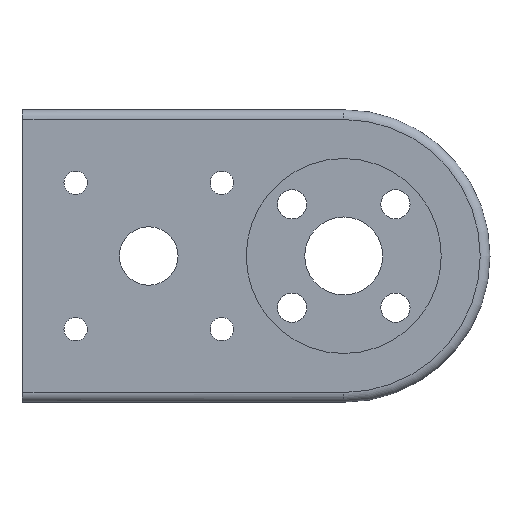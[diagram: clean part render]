
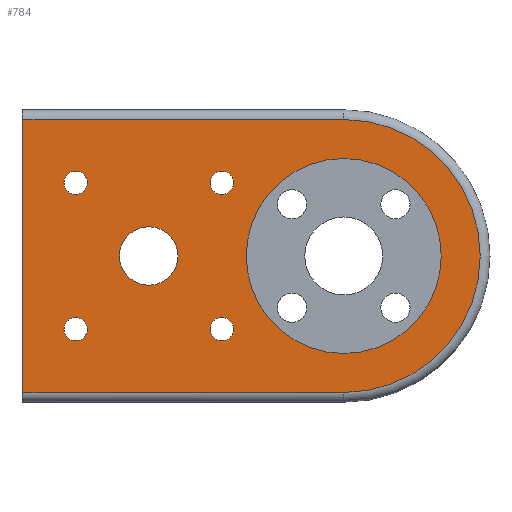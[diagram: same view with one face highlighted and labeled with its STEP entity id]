
A CAD part, front view. The second image highlights one B-rep face of the part: STEP entity #784.
In plain terms, the highlighted planar face has unit normal (0, -1, 0).
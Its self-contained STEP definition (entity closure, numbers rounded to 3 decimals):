
#46=FACE_BOUND('',#188,.T.);
#47=FACE_BOUND('',#189,.T.);
#48=FACE_BOUND('',#190,.T.);
#49=FACE_BOUND('',#191,.T.);
#50=FACE_BOUND('',#192,.T.);
#51=FACE_BOUND('',#193,.T.);
#71=PLANE('',#901);
#114=FACE_OUTER_BOUND('',#187,.T.);
#187=EDGE_LOOP('',(#710,#711,#712,#713));
#188=EDGE_LOOP('',(#714));
#189=EDGE_LOOP('',(#715));
#190=EDGE_LOOP('',(#716));
#191=EDGE_LOOP('',(#717));
#192=EDGE_LOOP('',(#718));
#193=EDGE_LOOP('',(#719));
#210=LINE('',#1189,#257);
#213=LINE('',#1204,#260);
#236=LINE('',#1318,#283);
#257=VECTOR('',#946,10.);
#260=VECTOR('',#963,10.);
#283=VECTOR('',#1086,10.);
#306=CIRCLE('',#826,14.);
#318=CIRCLE('',#856,1.2);
#320=CIRCLE('',#859,1.2);
#322=CIRCLE('',#862,1.2);
#324=CIRCLE('',#865,1.2);
#329=CIRCLE('',#872,10.);
#341=CIRCLE('',#899,3.);
#358=VERTEX_POINT('',#1186);
#359=VERTEX_POINT('',#1188);
#361=VERTEX_POINT('',#1194);
#364=VERTEX_POINT('',#1203);
#390=VERTEX_POINT('',#1279);
#392=VERTEX_POINT('',#1284);
#394=VERTEX_POINT('',#1289);
#396=VERTEX_POINT('',#1294);
#401=VERTEX_POINT('',#1306);
#416=VERTEX_POINT('',#1361);
#437=EDGE_CURVE('',#358,#359,#210,.T.);
#442=EDGE_CURVE('',#359,#361,#306,.T.);
#445=EDGE_CURVE('',#361,#364,#213,.T.);
#481=EDGE_CURVE('',#390,#390,#318,.T.);
#483=EDGE_CURVE('',#392,#392,#320,.T.);
#485=EDGE_CURVE('',#394,#394,#322,.T.);
#487=EDGE_CURVE('',#396,#396,#324,.T.);
#492=EDGE_CURVE('',#401,#401,#329,.T.);
#497=EDGE_CURVE('',#364,#358,#236,.T.);
#517=EDGE_CURVE('',#416,#416,#341,.T.);
#710=ORIENTED_EDGE('',*,*,#437,.F.);
#711=ORIENTED_EDGE('',*,*,#497,.F.);
#712=ORIENTED_EDGE('',*,*,#445,.F.);
#713=ORIENTED_EDGE('',*,*,#442,.F.);
#714=ORIENTED_EDGE('',*,*,#481,.T.);
#715=ORIENTED_EDGE('',*,*,#483,.T.);
#716=ORIENTED_EDGE('',*,*,#485,.T.);
#717=ORIENTED_EDGE('',*,*,#487,.T.);
#718=ORIENTED_EDGE('',*,*,#492,.T.);
#719=ORIENTED_EDGE('',*,*,#517,.T.);
#784=ADVANCED_FACE('',(#114,#46,#47,#48,#49,#50,#51),#71,.F.);
#826=AXIS2_PLACEMENT_3D('',#1198,#956,#957);
#856=AXIS2_PLACEMENT_3D('',#1280,#1040,#1041);
#859=AXIS2_PLACEMENT_3D('',#1285,#1046,#1047);
#862=AXIS2_PLACEMENT_3D('',#1290,#1052,#1053);
#865=AXIS2_PLACEMENT_3D('',#1295,#1058,#1059);
#872=AXIS2_PLACEMENT_3D('',#1307,#1072,#1073);
#899=AXIS2_PLACEMENT_3D('',#1362,#1139,#1140);
#901=AXIS2_PLACEMENT_3D('',#1364,#1143,#1144);
#946=DIRECTION('',(1.,0.,0.));
#956=DIRECTION('center_axis',(0.,1.,0.));
#957=DIRECTION('ref_axis',(1.,0.,0.));
#963=DIRECTION('',(-1.,0.,0.));
#1040=DIRECTION('center_axis',(0.,1.,0.));
#1041=DIRECTION('ref_axis',(-1.,0.,0.));
#1046=DIRECTION('center_axis',(0.,1.,0.));
#1047=DIRECTION('ref_axis',(-1.,0.,0.));
#1052=DIRECTION('center_axis',(0.,1.,0.));
#1053=DIRECTION('ref_axis',(-1.,0.,0.));
#1058=DIRECTION('center_axis',(0.,1.,0.));
#1059=DIRECTION('ref_axis',(-1.,0.,0.));
#1072=DIRECTION('center_axis',(0.,1.,0.));
#1073=DIRECTION('ref_axis',(-1.,0.,0.));
#1086=DIRECTION('',(0.,0.,1.));
#1139=DIRECTION('center_axis',(0.,1.,0.));
#1140=DIRECTION('ref_axis',(-1.,0.,0.));
#1143=DIRECTION('center_axis',(0.,1.,0.));
#1144=DIRECTION('ref_axis',(0.,0.,1.));
#1186=CARTESIAN_POINT('',(0.1,0.,14.));
#1188=CARTESIAN_POINT('',(33.,0.,14.));
#1189=CARTESIAN_POINT('',(9.87,0.,14.));
#1194=CARTESIAN_POINT('',(33.,0.,-14.));
#1198=CARTESIAN_POINT('Origin',(33.,0.,0.));
#1203=CARTESIAN_POINT('',(0.1,0.,-14.));
#1204=CARTESIAN_POINT('',(26.37,0.,-14.));
#1279=CARTESIAN_POINT('',(21.7,0.,-7.5));
#1280=CARTESIAN_POINT('Origin',(20.5,0.,-7.5));
#1284=CARTESIAN_POINT('',(21.7,0.,7.5));
#1285=CARTESIAN_POINT('Origin',(20.5,0.,7.5));
#1289=CARTESIAN_POINT('',(6.7,0.,7.5));
#1290=CARTESIAN_POINT('Origin',(5.5,0.,7.5));
#1294=CARTESIAN_POINT('',(6.7,0.,-7.5));
#1295=CARTESIAN_POINT('Origin',(5.5,0.,-7.5));
#1306=CARTESIAN_POINT('',(43.,0.,0.));
#1307=CARTESIAN_POINT('Origin',(33.,0.,0.));
#1318=CARTESIAN_POINT('',(0.1,0.,-7.5));
#1361=CARTESIAN_POINT('',(16.,0.,0.));
#1362=CARTESIAN_POINT('Origin',(13.,0.,0.));
#1364=CARTESIAN_POINT('Origin',(19.741,0.,0.));
